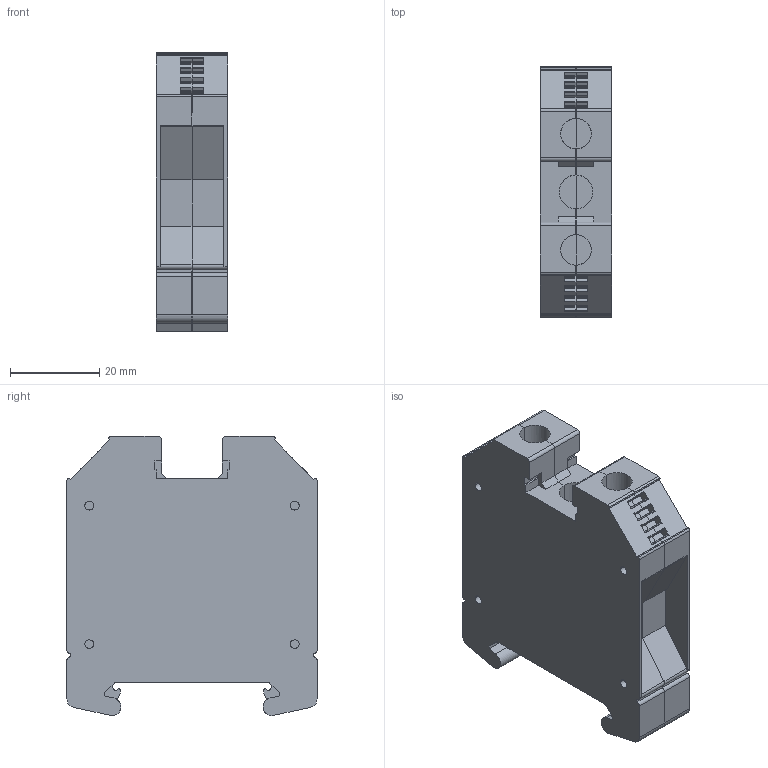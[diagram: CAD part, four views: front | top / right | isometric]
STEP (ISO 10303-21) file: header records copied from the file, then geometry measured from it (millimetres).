
FILE_DESCRIPTION(('CATIA V5 STEP Exchange','CAx-IF Rec.Pracs.--- Model Styling and Organization---1.4--- 2014-01-23'),'2;1');
FILE_NAME ('D1446493_0', '2020-04-29T03:45:49+00:00', ('none'), ('Weidmueller'), 'CATIA Version 5-6 Release 2016 SP3 HF44', 'CATIA V5 STEP AP214', 'none');
FILE_SCHEMA(('AUTOMOTIVE_DESIGN { 1 0 10303 214 1 1 1 1 }'));
Length unit declared in the file: millimetre
Products named in the file (1): 1012600000_WPE_35-IKSC
Bounding box: 15.9 x 56 x 62.5 mm (x, y, z)
Volume: 42012.5 mm3; surface area: 17111.9 mm2
Topology: 6 solids, 10 shells, 505 faces, 1447 edges, 970 vertices
Faces by surface type: plane 369, cylinder 107, extrusion 28, cone 1
Entity records: 16893 total; most frequent: CARTESIAN_POINT 3601, ORIENTED_EDGE 2894, DIRECTION 2212, EDGE_CURVE 1447, VECTOR 1190, LINE 1162, VERTEX_POINT 970, AXIS2_PLACEMENT_3D 614
